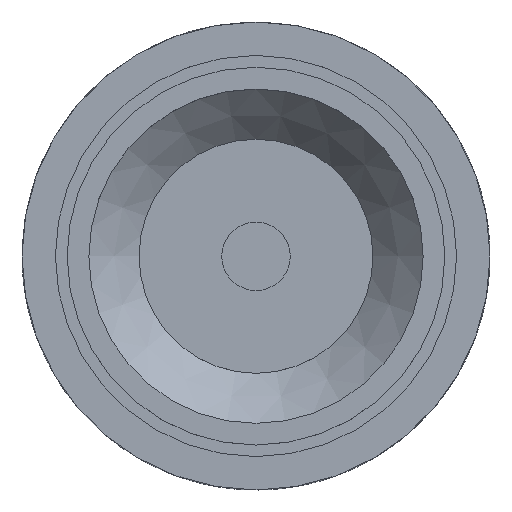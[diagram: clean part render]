
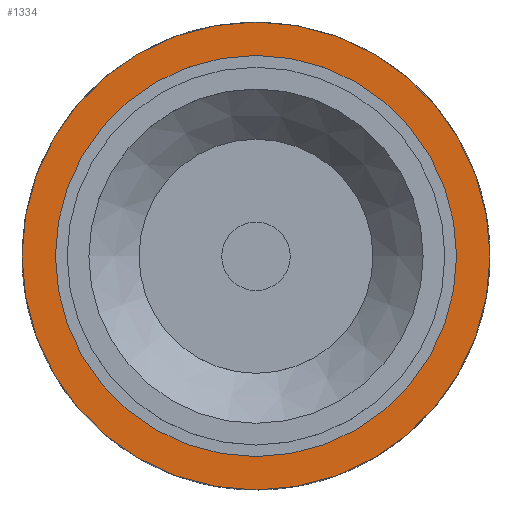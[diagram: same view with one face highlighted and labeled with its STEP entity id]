
A CAD part, top view. The second image highlights one B-rep face of the part: STEP entity #1334.
In plain terms, the highlighted planar face has unit normal (0, 0, 1).
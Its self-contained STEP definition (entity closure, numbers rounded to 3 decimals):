
#82=FACE_BOUND('',#238,.T.);
#110=PLANE('',#1454);
#170=FACE_OUTER_BOUND('',#237,.T.);
#237=EDGE_LOOP('',(#1142));
#238=EDGE_LOOP('',(#1143));
#486=CIRCLE('',#1374,70.);
#529=CIRCLE('',#1455,60.);
#532=VERTEX_POINT('',#1812);
#657=VERTEX_POINT('',#2471);
#672=EDGE_CURVE('',#532,#532,#486,.T.);
#841=EDGE_CURVE('',#657,#657,#529,.T.);
#1142=ORIENTED_EDGE('',*,*,#672,.T.);
#1143=ORIENTED_EDGE('',*,*,#841,.F.);
#1334=ADVANCED_FACE('',(#170,#82),#110,.T.);
#1374=AXIS2_PLACEMENT_3D('',#1813,#1486,#1487);
#1454=AXIS2_PLACEMENT_3D('',#2470,#1721,#1722);
#1455=AXIS2_PLACEMENT_3D('',#2472,#1723,#1724);
#1486=DIRECTION('center_axis',(0.,0.,1.));
#1487=DIRECTION('ref_axis',(1.,0.,0.));
#1721=DIRECTION('center_axis',(0.,0.,1.));
#1722=DIRECTION('ref_axis',(1.,0.,0.));
#1723=DIRECTION('center_axis',(0.,0.,1.));
#1724=DIRECTION('ref_axis',(1.,0.,0.));
#1812=CARTESIAN_POINT('',(-70.,0.,65.));
#1813=CARTESIAN_POINT('Origin',(0.,0.,65.));
#2470=CARTESIAN_POINT('Origin',(55.,0.,65.));
#2471=CARTESIAN_POINT('',(-60.,0.,65.));
#2472=CARTESIAN_POINT('Origin',(0.,0.,65.));
